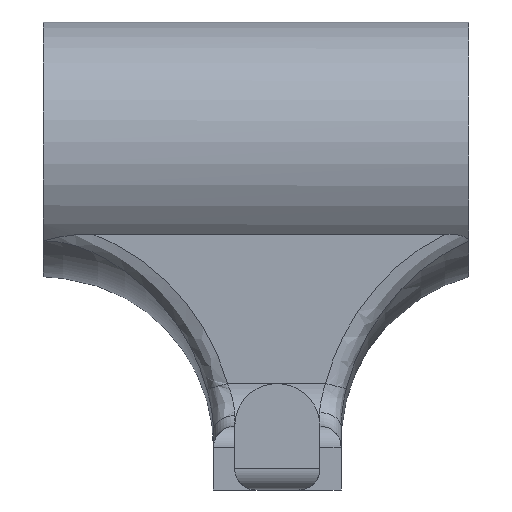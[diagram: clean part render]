
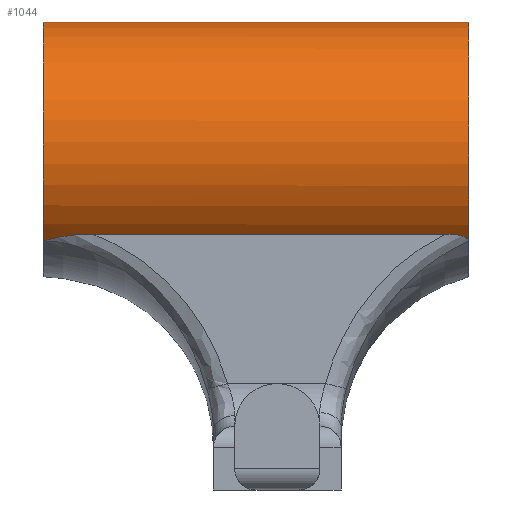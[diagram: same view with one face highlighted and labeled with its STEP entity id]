
A CAD part, left-side view. The second image highlights one B-rep face of the part: STEP entity #1044.
In plain terms, the highlighted cylindrical face has radius 3 mm (diameter 6 mm), a partial arc.
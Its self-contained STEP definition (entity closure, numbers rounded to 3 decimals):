
#36=B_SPLINE_CURVE_WITH_KNOTS('',3,(#1606,#1607,#1608,#1609,#1610,#1611,
#1612,#1613,#1614,#1615),.UNSPECIFIED.,.F.,.F.,(4,2,2,2,4),(0.,0.029,
0.068,0.116,0.117),.UNSPECIFIED.);
#41=B_SPLINE_CURVE_WITH_KNOTS('',3,(#1711,#1712,#1713,#1714,#1715,#1716,
#1717,#1718,#1719,#1720,#1721,#1722),.UNSPECIFIED.,.F.,.F.,(4,2,2,2,2,4),
(0.,0.006,0.012,0.02,0.035,
0.056),.UNSPECIFIED.);
#48=B_SPLINE_CURVE_WITH_KNOTS('',3,(#1860,#1861,#1862,#1863,#1864,#1865,
#1866,#1867,#1868,#1869),.UNSPECIFIED.,.F.,.F.,(4,2,2,2,4),(-0.001,
0.,0.037,0.075,0.116),
 .UNSPECIFIED.);
#52=B_SPLINE_CURVE_WITH_KNOTS('',3,(#2004,#2005,#2006,#2007,#2008,#2009,
#2010,#2011,#2012,#2013,#2014,#2015,#2016,#2017,#2018,#2019,#2020,#2021,
#2022,#2023,#2024,#2025,#2026,#2027,#2028,#2029,#2030,#2031,#2032,#2033,
#2034,#2035,#2036,#2037),.UNSPECIFIED.,.F.,.F.,(4,3,3,3,3,3,3,3,3,3,3,4),
(0.,0.014,0.027,0.041,0.048,
0.05,0.058,0.066,0.074,
0.076,0.081,0.086),.UNSPECIFIED.);
#110=FACE_OUTER_BOUND('',#172,.T.);
#172=EDGE_LOOP('',(#854,#855,#856,#857,#858,#859,#860,#861,#862,#863));
#238=CIRCLE('',#1153,3.);
#239=CIRCLE('',#1154,3.);
#240=CIRCLE('',#1155,3.);
#241=CIRCLE('',#1156,3.);
#314=LINE('',#2063,#389);
#318=LINE('',#2073,#393);
#389=VECTOR('',#1396,10.);
#393=VECTOR('',#1410,10.);
#419=VERTEX_POINT('',#1604);
#420=VERTEX_POINT('',#1605);
#423=VERTEX_POINT('',#1637);
#439=VERTEX_POINT('',#1709);
#440=VERTEX_POINT('',#1710);
#457=VERTEX_POINT('',#1803);
#464=VERTEX_POINT('',#1859);
#481=VERTEX_POINT('',#2003);
#488=VERTEX_POINT('',#2070);
#489=VERTEX_POINT('',#2074);
#519=EDGE_CURVE('',#419,#420,#36,.F.);
#545=EDGE_CURVE('',#439,#440,#41,.T.);
#580=EDGE_CURVE('',#423,#464,#48,.T.);
#608=EDGE_CURVE('',#457,#481,#52,.F.);
#620=EDGE_CURVE('',#440,#420,#314,.T.);
#624=EDGE_CURVE('',#488,#419,#238,.T.);
#625=EDGE_CURVE('',#423,#488,#239,.T.);
#626=EDGE_CURVE('',#464,#481,#318,.T.);
#627=EDGE_CURVE('',#489,#457,#240,.T.);
#628=EDGE_CURVE('',#439,#489,#241,.T.);
#854=ORIENTED_EDGE('',*,*,#620,.T.);
#855=ORIENTED_EDGE('',*,*,#519,.F.);
#856=ORIENTED_EDGE('',*,*,#624,.F.);
#857=ORIENTED_EDGE('',*,*,#625,.F.);
#858=ORIENTED_EDGE('',*,*,#580,.T.);
#859=ORIENTED_EDGE('',*,*,#626,.T.);
#860=ORIENTED_EDGE('',*,*,#608,.F.);
#861=ORIENTED_EDGE('',*,*,#627,.F.);
#862=ORIENTED_EDGE('',*,*,#628,.F.);
#863=ORIENTED_EDGE('',*,*,#545,.T.);
#991=CYLINDRICAL_SURFACE('',#1152,3.);
#1044=ADVANCED_FACE('',(#110),#991,.T.);
#1152=AXIS2_PLACEMENT_3D('',#2069,#1404,#1405);
#1153=AXIS2_PLACEMENT_3D('',#2071,#1406,#1407);
#1154=AXIS2_PLACEMENT_3D('',#2072,#1408,#1409);
#1155=AXIS2_PLACEMENT_3D('',#2075,#1411,#1412);
#1156=AXIS2_PLACEMENT_3D('',#2076,#1413,#1414);
#1396=DIRECTION('',(0.,1.,0.));
#1404=DIRECTION('center_axis',(0.,-1.,0.));
#1405=DIRECTION('ref_axis',(0.,0.,1.));
#1406=DIRECTION('center_axis',(0.,1.,0.));
#1407=DIRECTION('ref_axis',(1.,0.,0.));
#1408=DIRECTION('center_axis',(0.,1.,0.));
#1409=DIRECTION('ref_axis',(1.,0.,0.));
#1410=DIRECTION('',(0.,-1.,0.));
#1411=DIRECTION('center_axis',(0.,-1.,0.));
#1412=DIRECTION('ref_axis',(1.,0.,0.));
#1413=DIRECTION('center_axis',(0.,-1.,0.));
#1414=DIRECTION('ref_axis',(1.,0.,0.));
#1604=CARTESIAN_POINT('',(-4.65,4.,5.858));
#1605=CARTESIAN_POINT('',(-4.5,2.864,6.016));
#1606=CARTESIAN_POINT('Ctrl Pts',(-4.5,2.864,6.016));
#1607=CARTESIAN_POINT('Ctrl Pts',(-4.5,2.961,6.016));
#1608=CARTESIAN_POINT('Ctrl Pts',(-4.503,3.059,6.012));
#1609=CARTESIAN_POINT('Ctrl Pts',(-4.517,3.283,5.996));
#1610=CARTESIAN_POINT('Ctrl Pts',(-4.531,3.41,5.981));
#1611=CARTESIAN_POINT('Ctrl Pts',(-4.575,3.692,5.934));
#1612=CARTESIAN_POINT('Ctrl Pts',(-4.607,3.844,5.9));
#1613=CARTESIAN_POINT('Ctrl Pts',(-4.649,3.997,5.858));
#1614=CARTESIAN_POINT('Ctrl Pts',(-4.65,3.998,5.858));
#1615=CARTESIAN_POINT('Ctrl Pts',(-4.65,4.,5.858));
#1637=CARTESIAN_POINT('',(-8.85,4.,5.858));
#1709=CARTESIAN_POINT('',(-4.663,-6.,5.845));
#1710=CARTESIAN_POINT('',(-4.5,-5.457,6.016));
#1711=CARTESIAN_POINT('Ctrl Pts',(-4.663,-6.,5.845));
#1712=CARTESIAN_POINT('Ctrl Pts',(-4.649,-6.,5.858));
#1713=CARTESIAN_POINT('Ctrl Pts',(-4.636,-5.996,5.871));
#1714=CARTESIAN_POINT('Ctrl Pts',(-4.611,-5.981,5.897));
#1715=CARTESIAN_POINT('Ctrl Pts',(-4.6,-5.971,5.908));
#1716=CARTESIAN_POINT('Ctrl Pts',(-4.576,-5.938,5.933));
#1717=CARTESIAN_POINT('Ctrl Pts',(-4.564,-5.915,5.945));
#1718=CARTESIAN_POINT('Ctrl Pts',(-4.539,-5.847,5.972));
#1719=CARTESIAN_POINT('Ctrl Pts',(-4.526,-5.793,5.986));
#1720=CARTESIAN_POINT('Ctrl Pts',(-4.505,-5.643,6.01));
#1721=CARTESIAN_POINT('Ctrl Pts',(-4.5,-5.547,6.016));
#1722=CARTESIAN_POINT('Ctrl Pts',(-4.5,-5.457,6.016));
#1803=CARTESIAN_POINT('',(-8.837,-6.,5.845));
#1859=CARTESIAN_POINT('',(-9.,2.864,6.016));
#1860=CARTESIAN_POINT('Ctrl Pts',(-8.85,4.,5.858));
#1861=CARTESIAN_POINT('Ctrl Pts',(-8.85,3.998,5.858));
#1862=CARTESIAN_POINT('Ctrl Pts',(-8.851,3.997,5.858));
#1863=CARTESIAN_POINT('Ctrl Pts',(-8.883,3.88,5.89));
#1864=CARTESIAN_POINT('Ctrl Pts',(-8.91,3.763,5.918));
#1865=CARTESIAN_POINT('Ctrl Pts',(-8.954,3.522,5.964));
#1866=CARTESIAN_POINT('Ctrl Pts',(-8.97,3.4,5.982));
#1867=CARTESIAN_POINT('Ctrl Pts',(-8.994,3.139,6.009));
#1868=CARTESIAN_POINT('Ctrl Pts',(-9.,3.002,6.016));
#1869=CARTESIAN_POINT('Ctrl Pts',(-9.,2.864,6.016));
#2003=CARTESIAN_POINT('',(-9.,-5.457,6.016));
#2004=CARTESIAN_POINT('Ctrl Pts',(-9.,-5.457,6.018));
#2005=CARTESIAN_POINT('Ctrl Pts',(-9.,-5.502,6.017));
#2006=CARTESIAN_POINT('Ctrl Pts',(-8.999,-5.546,6.016));
#2007=CARTESIAN_POINT('Ctrl Pts',(-8.996,-5.587,6.013));
#2008=CARTESIAN_POINT('Ctrl Pts',(-8.994,-5.629,6.01));
#2009=CARTESIAN_POINT('Ctrl Pts',(-8.991,-5.668,6.006));
#2010=CARTESIAN_POINT('Ctrl Pts',(-8.986,-5.704,6.001));
#2011=CARTESIAN_POINT('Ctrl Pts',(-8.982,-5.741,5.996));
#2012=CARTESIAN_POINT('Ctrl Pts',(-8.976,-5.774,5.989));
#2013=CARTESIAN_POINT('Ctrl Pts',(-8.969,-5.805,5.982));
#2014=CARTESIAN_POINT('Ctrl Pts',(-8.966,-5.82,5.978));
#2015=CARTESIAN_POINT('Ctrl Pts',(-8.963,-5.834,5.974));
#2016=CARTESIAN_POINT('Ctrl Pts',(-8.959,-5.847,5.97));
#2017=CARTESIAN_POINT('Ctrl Pts',(-8.958,-5.85,5.969));
#2018=CARTESIAN_POINT('Ctrl Pts',(-8.957,-5.854,5.968));
#2019=CARTESIAN_POINT('Ctrl Pts',(-8.956,-5.857,5.967));
#2020=CARTESIAN_POINT('Ctrl Pts',(-8.951,-5.874,5.962));
#2021=CARTESIAN_POINT('Ctrl Pts',(-8.945,-5.891,5.955));
#2022=CARTESIAN_POINT('Ctrl Pts',(-8.938,-5.907,5.948));
#2023=CARTESIAN_POINT('Ctrl Pts',(-8.932,-5.922,5.941));
#2024=CARTESIAN_POINT('Ctrl Pts',(-8.924,-5.937,5.933));
#2025=CARTESIAN_POINT('Ctrl Pts',(-8.915,-5.95,5.924));
#2026=CARTESIAN_POINT('Ctrl Pts',(-8.907,-5.962,5.915));
#2027=CARTESIAN_POINT('Ctrl Pts',(-8.898,-5.973,5.906));
#2028=CARTESIAN_POINT('Ctrl Pts',(-8.888,-5.981,5.895));
#2029=CARTESIAN_POINT('Ctrl Pts',(-8.885,-5.983,5.893));
#2030=CARTESIAN_POINT('Ctrl Pts',(-8.882,-5.986,5.89));
#2031=CARTESIAN_POINT('Ctrl Pts',(-8.879,-5.987,5.887));
#2032=CARTESIAN_POINT('Ctrl Pts',(-8.873,-5.992,5.88));
#2033=CARTESIAN_POINT('Ctrl Pts',(-8.866,-5.995,5.873));
#2034=CARTESIAN_POINT('Ctrl Pts',(-8.859,-5.997,5.866));
#2035=CARTESIAN_POINT('Ctrl Pts',(-8.852,-5.999,5.859));
#2036=CARTESIAN_POINT('Ctrl Pts',(-8.844,-6.,5.852));
#2037=CARTESIAN_POINT('Ctrl Pts',(-8.837,-6.,5.845));
#2063=CARTESIAN_POINT('',(-4.5,-3.,6.016));
#2069=CARTESIAN_POINT('Origin',(-6.75,-3.,8.));
#2070=CARTESIAN_POINT('',(-3.75,4.,8.));
#2071=CARTESIAN_POINT('Origin',(-6.75,4.,8.));
#2072=CARTESIAN_POINT('Origin',(-6.75,4.,8.));
#2073=CARTESIAN_POINT('',(-9.,-3.,6.016));
#2074=CARTESIAN_POINT('',(-3.75,-6.,8.));
#2075=CARTESIAN_POINT('Origin',(-6.75,-6.,8.));
#2076=CARTESIAN_POINT('Origin',(-6.75,-6.,8.));
